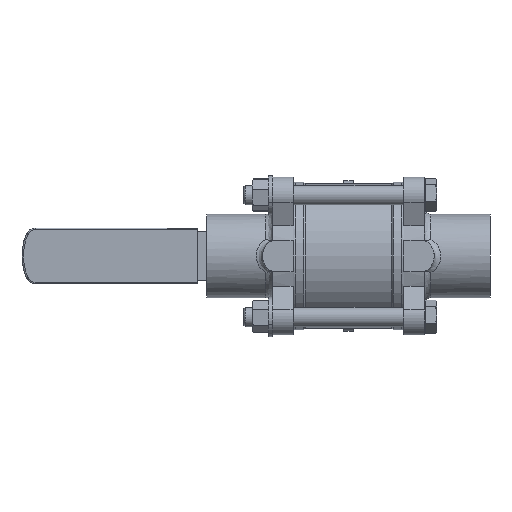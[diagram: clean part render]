
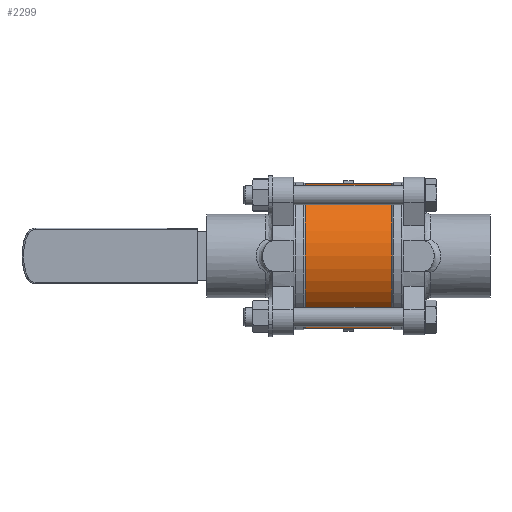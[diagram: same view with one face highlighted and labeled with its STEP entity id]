
A CAD part, front view. The second image highlights one B-rep face of the part: STEP entity #2299.
In plain terms, the highlighted cylindrical face has radius 44 mm (diameter 88 mm), a partial arc.
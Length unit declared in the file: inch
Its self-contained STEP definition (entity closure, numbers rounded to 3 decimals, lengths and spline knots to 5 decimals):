
#183 = CARTESIAN_POINT ( 'NONE',  ( 1.03346, 0., 0. ) ) ;
#1128 = ORIENTED_EDGE ( 'NONE', *, *, #9571, .F. ) ;
#1907 = VERTEX_POINT ( 'NONE', #21448 ) ;
#1924 = CARTESIAN_POINT ( 'NONE',  ( -1.15945, 0., 1.73228 ) ) ;
#1973 = VECTOR ( 'NONE', #21580, 39.37008 ) ;
#2155 = DIRECTION ( 'NONE',  ( 0., 0., 1. ) ) ;
#2299 = ADVANCED_FACE ( 'NONE', ( #5354 ), #14195, .T. ) ;
#2331 = ORIENTED_EDGE ( 'NONE', *, *, #16571, .F. ) ;
#2382 = DIRECTION ( 'NONE',  ( -1., 0., 0. ) ) ;
#3109 = DIRECTION ( 'NONE',  ( 1., 0., 0. ) ) ;
#3733 = CARTESIAN_POINT ( 'NONE',  ( 1.03346, 0., 1.73228 ) ) ;
#3777 = DIRECTION ( 'NONE',  ( -1., 0., 0. ) ) ;
#5008 = CARTESIAN_POINT ( 'NONE',  ( 1.03346, 0., -1.73228 ) ) ;
#5175 = LINE ( 'NONE', #9600, #1973 ) ;
#5354 = FACE_OUTER_BOUND ( 'NONE', #10106, .T. ) ;
#5584 = DIRECTION ( 'NONE',  ( 1., 0., 0. ) ) ;
#5807 = CARTESIAN_POINT ( 'NONE',  ( -1.03346, 0., 0. ) ) ;
#6363 = DIRECTION ( 'NONE',  ( -1., 0., 0. ) ) ;
#6581 = DIRECTION ( 'NONE',  ( 0., 0., -1. ) ) ;
#7245 = ORIENTED_EDGE ( 'NONE', *, *, #16723, .F. ) ;
#8438 = CARTESIAN_POINT ( 'NONE',  ( 1.03346, 0., 0. ) ) ;
#9571 = EDGE_CURVE ( 'NONE', #19404, #21385, #11775, .T. ) ;
#9600 = CARTESIAN_POINT ( 'NONE',  ( -1.15945, 0., -1.73228 ) ) ;
#9992 = ORIENTED_EDGE ( 'NONE', *, *, #21372, .F. ) ;
#10043 = ORIENTED_EDGE ( 'NONE', *, *, #20651, .T. ) ;
#10106 = EDGE_LOOP ( 'NONE', ( #9992, #1128, #7245, #10043, #2331 ) ) ;
#10745 = DIRECTION ( 'NONE',  ( 0., 0., -1. ) ) ;
#10824 = AXIS2_PLACEMENT_3D ( 'NONE', #8438, #3109, #6581 ) ;
#11522 = DIRECTION ( 'NONE',  ( 0., 0., 1. ) ) ;
#11598 = CARTESIAN_POINT ( 'NONE',  ( -1.15945, 0., 0. ) ) ;
#11775 = CIRCLE ( 'NONE', #10824, 1.73228 ) ;
#11845 = CARTESIAN_POINT ( 'NONE',  ( 1.03346, -1.73228, 0. ) ) ;
#11892 = CIRCLE ( 'NONE', #15700, 1.73228 ) ;
#13785 = VERTEX_POINT ( 'NONE', #3733 ) ;
#14195 = CYLINDRICAL_SURFACE ( 'NONE', #16929, 1.73228 ) ;
#14918 = CARTESIAN_POINT ( 'NONE',  ( -1.03346, 0., 1.73228 ) ) ;
#15700 = AXIS2_PLACEMENT_3D ( 'NONE', #5807, #2382, #2155 ) ;
#16571 = EDGE_CURVE ( 'NONE', #1907, #19783, #11892, .T. ) ;
#16714 = CIRCLE ( 'NONE', #19539, 1.73228 ) ;
#16723 = EDGE_CURVE ( 'NONE', #13785, #19404, #16714, .T. ) ;
#16929 = AXIS2_PLACEMENT_3D ( 'NONE', #11598, #6363, #11522 ) ;
#18310 = VECTOR ( 'NONE', #3777, 39.37008 ) ;
#19404 = VERTEX_POINT ( 'NONE', #11845 ) ;
#19539 = AXIS2_PLACEMENT_3D ( 'NONE', #183, #5584, #10745 ) ;
#19614 = LINE ( 'NONE', #1924, #18310 ) ;
#19783 = VERTEX_POINT ( 'NONE', #14918 ) ;
#20651 = EDGE_CURVE ( 'NONE', #13785, #19783, #19614, .T. ) ;
#21372 = EDGE_CURVE ( 'NONE', #21385, #1907, #5175, .T. ) ;
#21385 = VERTEX_POINT ( 'NONE', #5008 ) ;
#21448 = CARTESIAN_POINT ( 'NONE',  ( -1.03346, 0., -1.73228 ) ) ;
#21580 = DIRECTION ( 'NONE',  ( -1., 0., 0. ) ) ;
